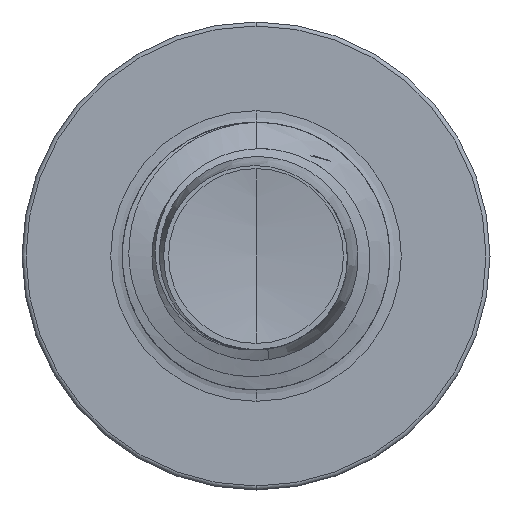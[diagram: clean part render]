
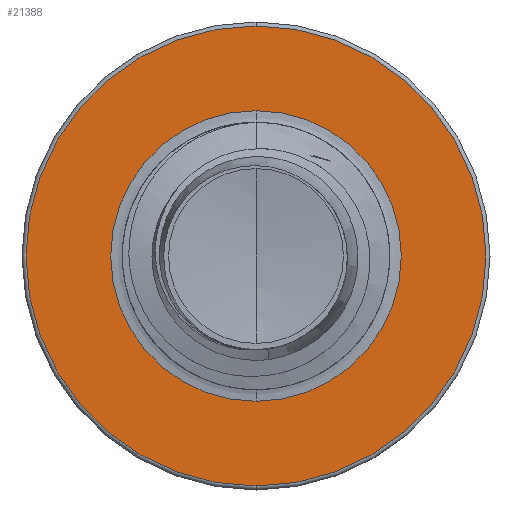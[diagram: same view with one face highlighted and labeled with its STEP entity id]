
A CAD part, front view. The second image highlights one B-rep face of the part: STEP entity #21388.
In plain terms, the highlighted planar face has unit normal (0, -1, 0).
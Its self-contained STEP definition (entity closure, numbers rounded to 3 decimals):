
#574 = DIRECTION ( 'NONE',  ( 0., 0., 1. ) ) ;
#699 = CARTESIAN_POINT ( 'NONE',  ( 0., 16., 0. ) ) ;
#899 = DIRECTION ( 'NONE',  ( 0., 1., 0. ) ) ;
#1550 = DIRECTION ( 'NONE',  ( 0., 1., 0. ) ) ;
#2086 = VERTEX_POINT ( 'NONE', #14103 ) ;
#2186 = VERTEX_POINT ( 'NONE', #14375 ) ;
#4851 = CARTESIAN_POINT ( 'NONE',  ( 0., 16., -3.44 ) ) ;
#5694 = EDGE_LOOP ( 'NONE', ( #35234, #28983 ) ) ;
#6123 = EDGE_CURVE ( 'NONE', #2186, #15108, #7478, .T. ) ;
#7478 = CIRCLE ( 'NONE', #13231, 2.174 ) ;
#8710 = AXIS2_PLACEMENT_3D ( 'NONE', #28012, #11616, #30702 ) ;
#8811 = FACE_OUTER_BOUND ( 'NONE', #5694, .T. ) ;
#9537 = EDGE_CURVE ( 'NONE', #2086, #26883, #25227, .T. ) ;
#9593 = EDGE_LOOP ( 'NONE', ( #10096, #23008 ) ) ;
#10096 = ORIENTED_EDGE ( 'NONE', *, *, #6123, .T. ) ;
#10364 = CARTESIAN_POINT ( 'NONE',  ( 0., 16., 0. ) ) ;
#11256 = PLANE ( 'NONE',  #34143 ) ;
#11479 = DIRECTION ( 'NONE',  ( 0., 1., 0. ) ) ;
#11616 = DIRECTION ( 'NONE',  ( 0., 1., 0. ) ) ;
#13231 = AXIS2_PLACEMENT_3D ( 'NONE', #699, #899, #574 ) ;
#14011 = DIRECTION ( 'NONE',  ( 0., 1., 0. ) ) ;
#14103 = CARTESIAN_POINT ( 'NONE',  ( 0., 16., 3.44 ) ) ;
#14375 = CARTESIAN_POINT ( 'NONE',  ( 0., 16., 2.174 ) ) ;
#15108 = VERTEX_POINT ( 'NONE', #26644 ) ;
#17091 = EDGE_CURVE ( 'NONE', #26883, #2086, #27742, .T. ) ;
#18257 = EDGE_CURVE ( 'NONE', #15108, #2186, #23079, .T. ) ;
#19189 = CARTESIAN_POINT ( 'NONE',  ( 0., 16., -2.174 ) ) ;
#19962 = AXIS2_PLACEMENT_3D ( 'NONE', #10364, #1550, #27179 ) ;
#21388 = ADVANCED_FACE ( 'NONE', ( #8811, #24236 ), #11256, .F. ) ;
#23008 = ORIENTED_EDGE ( 'NONE', *, *, #18257, .T. ) ;
#23079 = CIRCLE ( 'NONE', #8710, 2.174 ) ;
#24236 = FACE_BOUND ( 'NONE', #9593, .T. ) ;
#25227 = CIRCLE ( 'NONE', #19962, 3.44 ) ;
#26644 = CARTESIAN_POINT ( 'NONE',  ( 0., 16., -2.174 ) ) ;
#26883 = VERTEX_POINT ( 'NONE', #4851 ) ;
#27179 = DIRECTION ( 'NONE',  ( 0., 0., 1. ) ) ;
#27736 = AXIS2_PLACEMENT_3D ( 'NONE', #27885, #11479, #30572 ) ;
#27742 = CIRCLE ( 'NONE', #27736, 3.44 ) ;
#27885 = CARTESIAN_POINT ( 'NONE',  ( 0., 16., 0. ) ) ;
#28012 = CARTESIAN_POINT ( 'NONE',  ( 0., 16., 0. ) ) ;
#28983 = ORIENTED_EDGE ( 'NONE', *, *, #17091, .F. ) ;
#30572 = DIRECTION ( 'NONE',  ( 0., 0., 1. ) ) ;
#30702 = DIRECTION ( 'NONE',  ( 0., 0., 1. ) ) ;
#33065 = DIRECTION ( 'NONE',  ( 0., 0., 1. ) ) ;
#34143 = AXIS2_PLACEMENT_3D ( 'NONE', #19189, #14011, #33065 ) ;
#35234 = ORIENTED_EDGE ( 'NONE', *, *, #9537, .F. ) ;
